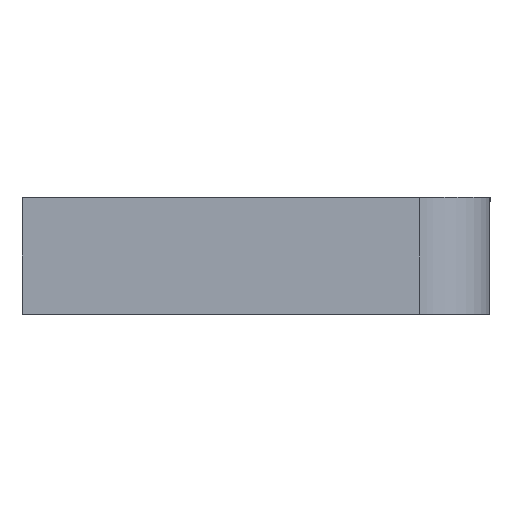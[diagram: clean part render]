
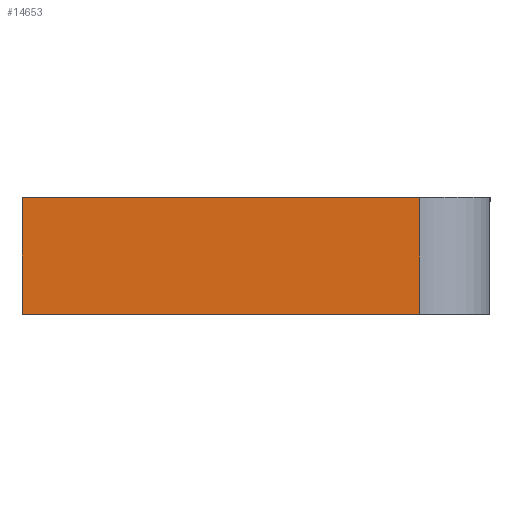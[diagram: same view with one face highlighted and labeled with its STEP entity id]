
A CAD part, left-side view. The second image highlights one B-rep face of the part: STEP entity #14653.
In plain terms, the highlighted planar face has unit normal (-1, 0, 0).
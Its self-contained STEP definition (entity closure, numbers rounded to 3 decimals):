
#194=PLANE('',#14785);
#1002=FACE_OUTER_BOUND('',#1872,.T.);
#1872=EDGE_LOOP('',(#13111,#13112,#13113,#13114));
#2697=LINE('',#29440,#3529);
#2706=LINE('',#29476,#3538);
#2707=LINE('',#29479,#3539);
#2708=LINE('',#29480,#3540);
#3529=VECTOR('',#15797,10.);
#3538=VECTOR('',#15844,10.);
#3539=VECTOR('',#15847,10.);
#3540=VECTOR('',#15848,10.);
#6421=VERTEX_POINT('',#29437);
#6422=VERTEX_POINT('',#29439);
#6430=VERTEX_POINT('',#29474);
#6431=VERTEX_POINT('',#29478);
#8651=EDGE_CURVE('',#6421,#6422,#2697,.T.);
#8664=EDGE_CURVE('',#6430,#6422,#2706,.T.);
#8665=EDGE_CURVE('',#6430,#6431,#2707,.T.);
#8666=EDGE_CURVE('',#6431,#6421,#2708,.T.);
#13111=ORIENTED_EDGE('',*,*,#8665,.F.);
#13112=ORIENTED_EDGE('',*,*,#8664,.T.);
#13113=ORIENTED_EDGE('',*,*,#8651,.F.);
#13114=ORIENTED_EDGE('',*,*,#8666,.F.);
#14653=ADVANCED_FACE('',(#1002),#194,.T.);
#14785=AXIS2_PLACEMENT_3D('',#29477,#15845,#15846);
#15797=DIRECTION('',(0.,0.999,-0.054));
#15844=DIRECTION('',(0.,-0.054,-0.999));
#15845=DIRECTION('center_axis',(-1.,0.,0.));
#15846=DIRECTION('ref_axis',(0.,0.999,-0.054));
#15847=DIRECTION('',(0.,-0.999,0.054));
#15848=DIRECTION('',(0.,-0.054,-0.999));
#29437=CARTESIAN_POINT('',(93.555,-12.804,-15.841));
#29439=CARTESIAN_POINT('',(93.555,4.166,-16.76));
#29440=CARTESIAN_POINT('',(93.555,4.166,-16.76));
#29474=CARTESIAN_POINT('',(93.555,4.437,-11.767));
#29476=CARTESIAN_POINT('',(93.555,4.437,-11.767));
#29477=CARTESIAN_POINT('Origin',(93.555,-12.534,-10.848));
#29478=CARTESIAN_POINT('',(93.555,-12.534,-10.848));
#29479=CARTESIAN_POINT('',(93.555,4.437,-11.767));
#29480=CARTESIAN_POINT('',(93.555,-12.534,-10.848));
